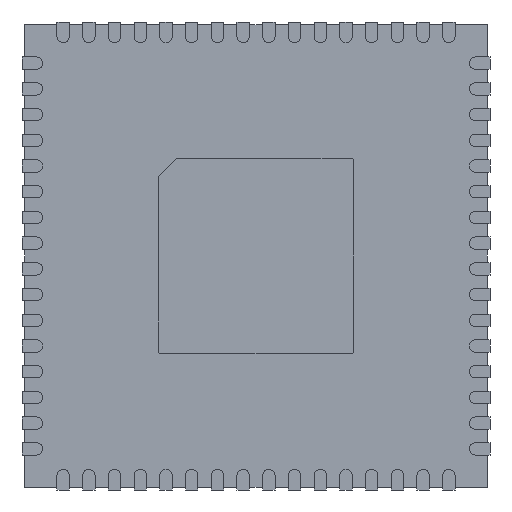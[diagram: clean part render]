
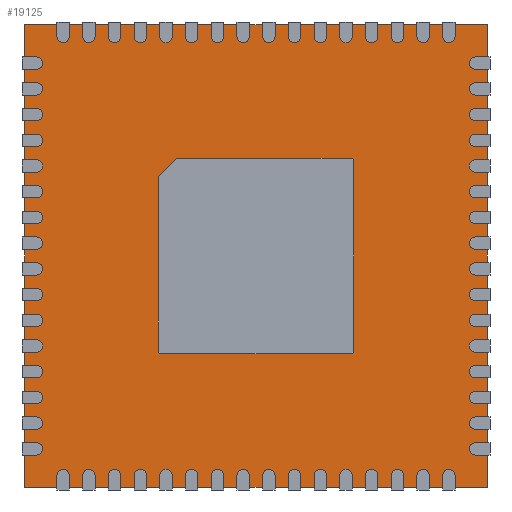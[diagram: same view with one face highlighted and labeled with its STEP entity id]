
A CAD part, front view. The second image highlights one B-rep face of the part: STEP entity #19125.
In plain terms, the highlighted planar face has unit normal (0, -1, 0).
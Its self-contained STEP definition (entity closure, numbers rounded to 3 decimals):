
#18968 = CARTESIAN_POINT ( 'NONE',  ( -4.5, 0.05, -4.5 ) ) ;
#18969 = VERTEX_POINT ( 'NONE', #18968 ) ;
#18970 = CARTESIAN_POINT ( 'NONE',  ( -4.5, 0.05, 4.5 ) ) ;
#18971 = VERTEX_POINT ( 'NONE', #18970 ) ;
#18972 = CARTESIAN_POINT ( 'NONE',  ( -4.5, 0.05, 4.5 ) ) ;
#18973 = DIRECTION ( 'NONE',  ( 0., 0., 1. ) ) ;
#18974 = VECTOR ( 'NONE', #18973, 1000. ) ;
#18975 = LINE ( 'NONE', #18972, #18974 ) ;
#18976 = EDGE_CURVE ( 'NONE', #18969, #18971, #18975, .T. ) ;
#19008 = CARTESIAN_POINT ( 'NONE',  ( 4.5, 0.05, 4.5 ) ) ;
#19009 = VERTEX_POINT ( 'NONE', #19008 ) ;
#19010 = CARTESIAN_POINT ( 'NONE',  ( 4.5, 0.05, 4.5 ) ) ;
#19011 = DIRECTION ( 'NONE',  ( 1., 0., 0. ) ) ;
#19012 = VECTOR ( 'NONE', #19011, 1000. ) ;
#19013 = LINE ( 'NONE', #19010, #19012 ) ;
#19014 = EDGE_CURVE ( 'NONE', #18971, #19009, #19013, .T. ) ;
#19039 = CARTESIAN_POINT ( 'NONE',  ( 4.5, 0.05, -4.5 ) ) ;
#19040 = VERTEX_POINT ( 'NONE', #19039 ) ;
#19041 = CARTESIAN_POINT ( 'NONE',  ( 4.5, 0.05, 4.5 ) ) ;
#19042 = DIRECTION ( 'NONE',  ( 0., 0., -1. ) ) ;
#19043 = VECTOR ( 'NONE', #19042, 1000. ) ;
#19044 = LINE ( 'NONE', #19041, #19043 ) ;
#19045 = EDGE_CURVE ( 'NONE', #19009, #19040, #19044, .T. ) ;
#19070 = CARTESIAN_POINT ( 'NONE',  ( 4.5, 0.05, -4.5 ) ) ;
#19071 = DIRECTION ( 'NONE',  ( -1., 0., 0. ) ) ;
#19072 = VECTOR ( 'NONE', #19071, 1000. ) ;
#19073 = LINE ( 'NONE', #19070, #19072 ) ;
#19074 = EDGE_CURVE ( 'NONE', #19040, #18969, #19073, .T. ) ;
#19114 = ORIENTED_EDGE ( 'NONE', *, *, #18976, .F. ) ;
#19115 = ORIENTED_EDGE ( 'NONE', *, *, #19074, .F. ) ;
#19116 = ORIENTED_EDGE ( 'NONE', *, *, #19045, .F. ) ;
#19117 = ORIENTED_EDGE ( 'NONE', *, *, #19014, .F. ) ;
#19118 = EDGE_LOOP ( 'NONE', ( #19114, #19115, #19116, #19117 ) ) ;
#19119 = FACE_OUTER_BOUND ( 'NONE', #19118, .T. ) ;
#19120 = CARTESIAN_POINT ( 'NONE',  ( 0., 0.05, 0. ) ) ;
#19121 = DIRECTION ( 'NONE',  ( 0., 1., 0. ) ) ;
#19122 = DIRECTION ( 'NONE',  ( 0., 0., 1. ) ) ;
#19123 = AXIS2_PLACEMENT_3D ( 'NONE', #19120, #19121, #19122 ) ;
#19124 = PLANE ( 'NONE', #19123 ) ;
#19125 = ADVANCED_FACE ( 'NONE', ( #19119 ), #19124, .F. ) ;
